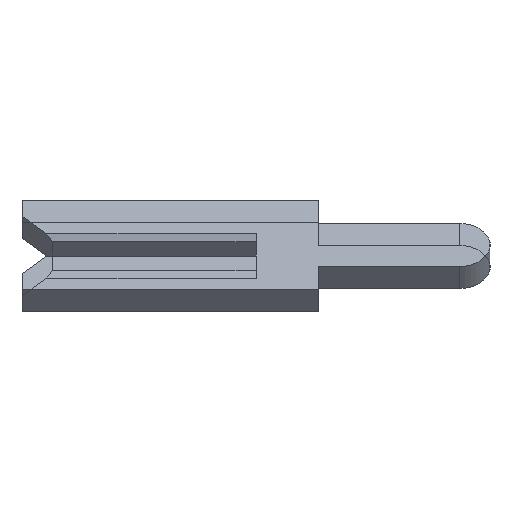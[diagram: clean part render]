
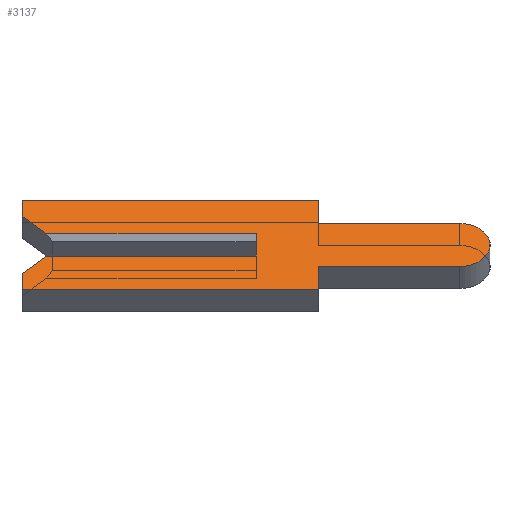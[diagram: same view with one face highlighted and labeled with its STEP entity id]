
A CAD part, left-side view. The second image highlights one B-rep face of the part: STEP entity #3137.
In plain terms, the highlighted face is planar.
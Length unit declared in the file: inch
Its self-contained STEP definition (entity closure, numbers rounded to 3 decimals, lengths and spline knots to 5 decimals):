
#49 = LINE ( 'NONE', #544, #654 ) ;
#88 = CARTESIAN_POINT ( 'NONE',  ( -0.01, 0.134, 0.01 ) ) ;
#89 = EDGE_CURVE ( 'NONE', #2604, #1405, #893, .T. ) ;
#101 = VECTOR ( 'NONE', #1244, 39.37008 ) ;
#125 = PLANE ( 'NONE',  #133 ) ;
#133 = AXIS2_PLACEMENT_3D ( 'NONE', #1951, #164, #2243 ) ;
#147 = CARTESIAN_POINT ( 'NONE',  ( -0.01, 0.15, 0.026 ) ) ;
#164 = DIRECTION ( 'NONE',  ( 1., 0., 0. ) ) ;
#179 = CARTESIAN_POINT ( 'NONE',  ( -0.01, -0.04, 0.0195 ) ) ;
#206 = CARTESIAN_POINT ( 'NONE',  ( -0.01, -0.1305, 0.0195 ) ) ;
#237 = ORIENTED_EDGE ( 'NONE', *, *, #2060, .F. ) ;
#245 = CARTESIAN_POINT ( 'NONE',  ( -0.01, -0.04, -0.0195 ) ) ;
#267 = DIRECTION ( 'NONE',  ( 0., 1., 0. ) ) ;
#337 = DIRECTION ( 'NONE',  ( 0., 1., 0. ) ) ;
#361 = CARTESIAN_POINT ( 'NONE',  ( -0.01, 0.15, -0.026 ) ) ;
#373 = LINE ( 'NONE', #482, #1585 ) ;
#414 = EDGE_CURVE ( 'NONE', #1405, #688, #1311, .T. ) ;
#442 = DIRECTION ( 'NONE',  ( 0., 0., 1. ) ) ;
#470 = VECTOR ( 'NONE', #442, 39.37008 ) ;
#482 = CARTESIAN_POINT ( 'NONE',  ( -0.01, 0., 0.0065 ) ) ;
#544 = CARTESIAN_POINT ( 'NONE',  ( -0.01, -0.1305, -0.01 ) ) ;
#595 = ORIENTED_EDGE ( 'NONE', *, *, #1432, .F. ) ;
#627 = ORIENTED_EDGE ( 'NONE', *, *, #1869, .F. ) ;
#637 = CARTESIAN_POINT ( 'NONE',  ( -0.01, -0.04, -0.04 ) ) ;
#654 = VECTOR ( 'NONE', #2615, 39.37008 ) ;
#681 = EDGE_CURVE ( 'NONE', #3715, #2150, #1165, .T. ) ;
#688 = VERTEX_POINT ( 'NONE', #2216 ) ;
#712 = CARTESIAN_POINT ( 'NONE',  ( -0.01, 0.1305, -0.0065 ) ) ;
#713 = EDGE_CURVE ( 'NONE', #1686, #1877, #3018, .T. ) ;
#774 = CARTESIAN_POINT ( 'NONE',  ( -0.01, 0.15, 0.01 ) ) ;
#820 = VERTEX_POINT ( 'NONE', #2804 ) ;
#871 = DIRECTION ( 'NONE',  ( 0., -1., 0. ) ) ;
#888 = LINE ( 'NONE', #3704, #1492 ) ;
#893 = LINE ( 'NONE', #361, #101 ) ;
#940 = CARTESIAN_POINT ( 'NONE',  ( -0.01, -0.04, -0.0195 ) ) ;
#994 = EDGE_CURVE ( 'NONE', #3115, #820, #373, .T. ) ;
#1013 = EDGE_CURVE ( 'NONE', #688, #3115, #49, .T. ) ;
#1041 = CARTESIAN_POINT ( 'NONE',  ( -0.01, 0.1305, 0.0065 ) ) ;
#1051 = DIRECTION ( 'NONE',  ( 1., 0., 0. ) ) ;
#1067 = EDGE_CURVE ( 'NONE', #1368, #2112, #888, .T. ) ;
#1121 = LINE ( 'NONE', #1041, #3280 ) ;
#1165 = CIRCLE ( 'NONE', #2384, 0.0195 ) ;
#1177 = ORIENTED_EDGE ( 'NONE', *, *, #994, .F. ) ;
#1228 = CARTESIAN_POINT ( 'NONE',  ( -0.01, -0.04, -0.04 ) ) ;
#1233 = CARTESIAN_POINT ( 'NONE',  ( -0.01, -0.04, 0.04 ) ) ;
#1244 = DIRECTION ( 'NONE',  ( 0., 0., 1. ) ) ;
#1304 = VECTOR ( 'NONE', #1468, 39.37008 ) ;
#1310 = ORIENTED_EDGE ( 'NONE', *, *, #414, .F. ) ;
#1311 = LINE ( 'NONE', #712, #3522 ) ;
#1355 = LINE ( 'NONE', #2991, #3195 ) ;
#1368 = VERTEX_POINT ( 'NONE', #1233 ) ;
#1401 = LINE ( 'NONE', #179, #3657 ) ;
#1405 = VERTEX_POINT ( 'NONE', #3204 ) ;
#1432 = EDGE_CURVE ( 'NONE', #2150, #1826, #3696, .T. ) ;
#1468 = DIRECTION ( 'NONE',  ( 0., 0., -1. ) ) ;
#1492 = VECTOR ( 'NONE', #3193, 39.37008 ) ;
#1518 = EDGE_CURVE ( 'NONE', #2112, #3715, #1401, .T. ) ;
#1585 = VECTOR ( 'NONE', #2039, 39.37008 ) ;
#1591 = ORIENTED_EDGE ( 'NONE', *, *, #1067, .F. ) ;
#1686 = VERTEX_POINT ( 'NONE', #3496 ) ;
#1738 = EDGE_CURVE ( 'NONE', #1877, #1368, #2967, .T. ) ;
#1773 = VERTEX_POINT ( 'NONE', #637 ) ;
#1826 = VERTEX_POINT ( 'NONE', #940 ) ;
#1848 = CARTESIAN_POINT ( 'NONE',  ( -0.01, 0.15, -0.04 ) ) ;
#1863 = ORIENTED_EDGE ( 'NONE', *, *, #1013, .F. ) ;
#1869 = EDGE_CURVE ( 'NONE', #1826, #1773, #2284, .T. ) ;
#1877 = VERTEX_POINT ( 'NONE', #2662 ) ;
#1921 = ORIENTED_EDGE ( 'NONE', *, *, #89, .F. ) ;
#1951 = CARTESIAN_POINT ( 'NONE',  ( -0.01, -0.1305, 0. ) ) ;
#2039 = DIRECTION ( 'NONE',  ( 0., 0., 1. ) ) ;
#2043 = FACE_OUTER_BOUND ( 'NONE', #2993, .T. ) ;
#2060 = EDGE_CURVE ( 'NONE', #1773, #2604, #1355, .T. ) ;
#2112 = VERTEX_POINT ( 'NONE', #2653 ) ;
#2113 = CARTESIAN_POINT ( 'NONE',  ( -0.01, 0.15, 0.04 ) ) ;
#2150 = VERTEX_POINT ( 'NONE', #2678 ) ;
#2216 = CARTESIAN_POINT ( 'NONE',  ( -0.01, 0.134, -0.01 ) ) ;
#2243 = DIRECTION ( 'NONE',  ( 0., 0., -1. ) ) ;
#2284 = LINE ( 'NONE', #1228, #1304 ) ;
#2340 = VERTEX_POINT ( 'NONE', #88 ) ;
#2347 = ORIENTED_EDGE ( 'NONE', *, *, #713, .F. ) ;
#2384 = AXIS2_PLACEMENT_3D ( 'NONE', #3396, #1051, #3374 ) ;
#2415 = VECTOR ( 'NONE', #2861, 39.37008 ) ;
#2490 = DIRECTION ( 'NONE',  ( 0., -0.707, 0.707 ) ) ;
#2604 = VERTEX_POINT ( 'NONE', #1848 ) ;
#2615 = DIRECTION ( 'NONE',  ( 0., -1., 0. ) ) ;
#2631 = EDGE_CURVE ( 'NONE', #2340, #820, #3510, .T. ) ;
#2637 = ORIENTED_EDGE ( 'NONE', *, *, #3387, .F. ) ;
#2653 = CARTESIAN_POINT ( 'NONE',  ( -0.01, -0.04, 0.0195 ) ) ;
#2662 = CARTESIAN_POINT ( 'NONE',  ( -0.01, 0.15, 0.04 ) ) ;
#2678 = CARTESIAN_POINT ( 'NONE',  ( -0.01, -0.1305, -0.0195 ) ) ;
#2697 = DIRECTION ( 'NONE',  ( 0., -1., 0. ) ) ;
#2781 = DIRECTION ( 'NONE',  ( 0., 0.707, 0.707 ) ) ;
#2804 = CARTESIAN_POINT ( 'NONE',  ( -0.01, 0., 0.01 ) ) ;
#2812 = ORIENTED_EDGE ( 'NONE', *, *, #1518, .F. ) ;
#2861 = DIRECTION ( 'NONE',  ( 0., -1., 0. ) ) ;
#2883 = VECTOR ( 'NONE', #2697, 39.37008 ) ;
#2895 = ORIENTED_EDGE ( 'NONE', *, *, #2631, .T. ) ;
#2967 = LINE ( 'NONE', #2113, #2883 ) ;
#2973 = ORIENTED_EDGE ( 'NONE', *, *, #681, .F. ) ;
#2991 = CARTESIAN_POINT ( 'NONE',  ( -0.01, 0.15, -0.04 ) ) ;
#2993 = EDGE_LOOP ( 'NONE', ( #2895, #1177, #1863, #1310, #1921, #237, #627, #595, #2973, #2812, #1591, #3384, #2347, #2637 ) ) ;
#3018 = LINE ( 'NONE', #147, #470 ) ;
#3115 = VERTEX_POINT ( 'NONE', #3668 ) ;
#3137 = ADVANCED_FACE ( 'NONE', ( #2043 ), #125, .F. ) ;
#3193 = DIRECTION ( 'NONE',  ( 0., 0., -1. ) ) ;
#3195 = VECTOR ( 'NONE', #337, 39.37008 ) ;
#3204 = CARTESIAN_POINT ( 'NONE',  ( -0.01, 0.15, -0.026 ) ) ;
#3280 = VECTOR ( 'NONE', #2781, 39.37008 ) ;
#3374 = DIRECTION ( 'NONE',  ( 0., 0., -1. ) ) ;
#3384 = ORIENTED_EDGE ( 'NONE', *, *, #1738, .F. ) ;
#3387 = EDGE_CURVE ( 'NONE', #2340, #1686, #1121, .T. ) ;
#3396 = CARTESIAN_POINT ( 'NONE',  ( -0.01, -0.1305, 0. ) ) ;
#3496 = CARTESIAN_POINT ( 'NONE',  ( -0.01, 0.15, 0.026 ) ) ;
#3510 = LINE ( 'NONE', #774, #2415 ) ;
#3522 = VECTOR ( 'NONE', #2490, 39.37008 ) ;
#3657 = VECTOR ( 'NONE', #871, 39.37008 ) ;
#3668 = CARTESIAN_POINT ( 'NONE',  ( -0.01, 0., -0.01 ) ) ;
#3696 = LINE ( 'NONE', #245, #3740 ) ;
#3704 = CARTESIAN_POINT ( 'NONE',  ( -0.01, -0.04, 0.04 ) ) ;
#3715 = VERTEX_POINT ( 'NONE', #206 ) ;
#3740 = VECTOR ( 'NONE', #267, 39.37008 ) ;
